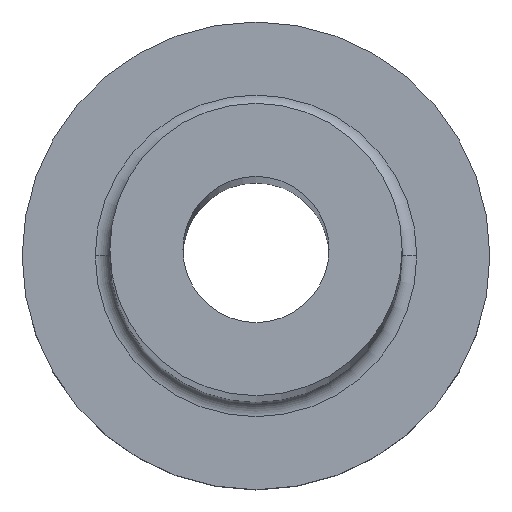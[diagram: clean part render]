
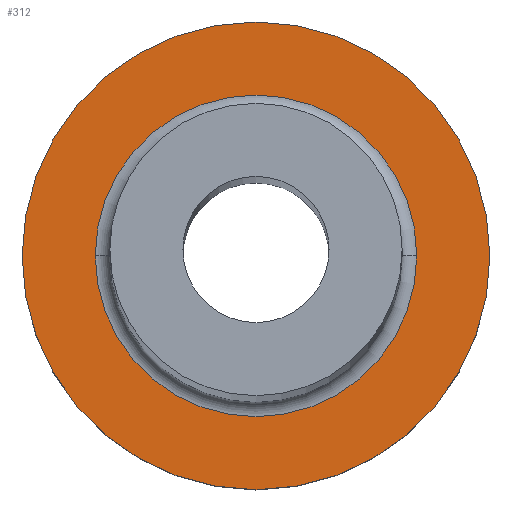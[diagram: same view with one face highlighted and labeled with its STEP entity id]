
A CAD part, top view. The second image highlights one B-rep face of the part: STEP entity #312.
In plain terms, the highlighted planar face has unit normal (0, 0, 1).
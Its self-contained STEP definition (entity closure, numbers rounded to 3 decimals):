
#1 = CARTESIAN_POINT ( 'NONE',  ( 0., 0., 5. ) ) ;
#2 = CARTESIAN_POINT ( 'NONE',  ( -8., 0., 5. ) ) ;
#11 = CARTESIAN_POINT ( 'NONE',  ( 5.5, 0., 5. ) ) ;
#30 = EDGE_LOOP ( 'NONE', ( #41, #287 ) ) ;
#32 = EDGE_CURVE ( 'NONE', #248, #324, #358, .T. ) ;
#41 = ORIENTED_EDGE ( 'NONE', *, *, #277, .T. ) ;
#56 = AXIS2_PLACEMENT_3D ( 'NONE', #178, #256, #125 ) ;
#64 = FACE_OUTER_BOUND ( 'NONE', #30, .T. ) ;
#75 = CARTESIAN_POINT ( 'NONE',  ( 0., 0., 5. ) ) ;
#80 = CIRCLE ( 'NONE', #319, 5.5 ) ;
#99 = PLANE ( 'NONE',  #367 ) ;
#102 = CARTESIAN_POINT ( 'NONE',  ( -5.5, 0., 5. ) ) ;
#122 = CARTESIAN_POINT ( 'NONE',  ( 0., 0., 5. ) ) ;
#123 = AXIS2_PLACEMENT_3D ( 'NONE', #1, #234, #151 ) ;
#125 = DIRECTION ( 'NONE',  ( 1., 0., 0. ) ) ;
#130 = ORIENTED_EDGE ( 'NONE', *, *, #32, .T. ) ;
#139 = VERTEX_POINT ( 'NONE', #2 ) ;
#150 = EDGE_CURVE ( 'NONE', #306, #139, #278, .T. ) ;
#151 = DIRECTION ( 'NONE',  ( 1., 0., 0. ) ) ;
#159 = EDGE_CURVE ( 'NONE', #324, #248, #80, .T. ) ;
#177 = CARTESIAN_POINT ( 'NONE',  ( 8., 0., 5. ) ) ;
#178 = CARTESIAN_POINT ( 'NONE',  ( 0., 0., 5. ) ) ;
#188 = DIRECTION ( 'NONE',  ( 1., 0., 0. ) ) ;
#203 = DIRECTION ( 'NONE',  ( 1., 0., 0. ) ) ;
#217 = ORIENTED_EDGE ( 'NONE', *, *, #159, .T. ) ;
#222 = CARTESIAN_POINT ( 'NONE',  ( 0., 0., 5. ) ) ;
#223 = AXIS2_PLACEMENT_3D ( 'NONE', #222, #371, #188 ) ;
#229 = DIRECTION ( 'NONE',  ( 0., 0., -1. ) ) ;
#234 = DIRECTION ( 'NONE',  ( 0., 0., 1. ) ) ;
#248 = VERTEX_POINT ( 'NONE', #102 ) ;
#256 = DIRECTION ( 'NONE',  ( 0., 0., 1. ) ) ;
#262 = DIRECTION ( 'NONE',  ( 0., 0., 1. ) ) ;
#277 = EDGE_CURVE ( 'NONE', #139, #306, #280, .T. ) ;
#278 = CIRCLE ( 'NONE', #56, 8. ) ;
#280 = CIRCLE ( 'NONE', #123, 8. ) ;
#287 = ORIENTED_EDGE ( 'NONE', *, *, #150, .T. ) ;
#294 = DIRECTION ( 'NONE',  ( 1., 0., 0. ) ) ;
#299 = FACE_BOUND ( 'NONE', #330, .T. ) ;
#306 = VERTEX_POINT ( 'NONE', #177 ) ;
#312 = ADVANCED_FACE ( 'NONE', ( #299, #64 ), #99, .T. ) ;
#319 = AXIS2_PLACEMENT_3D ( 'NONE', #122, #229, #294 ) ;
#324 = VERTEX_POINT ( 'NONE', #11 ) ;
#330 = EDGE_LOOP ( 'NONE', ( #217, #130 ) ) ;
#358 = CIRCLE ( 'NONE', #223, 5.5 ) ;
#367 = AXIS2_PLACEMENT_3D ( 'NONE', #75, #262, #203 ) ;
#371 = DIRECTION ( 'NONE',  ( 0., 0., -1. ) ) ;
